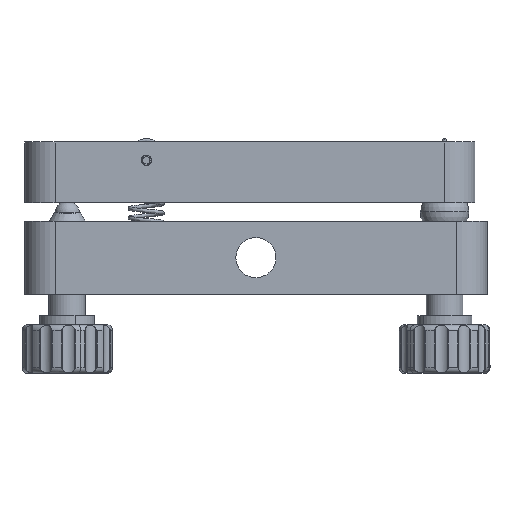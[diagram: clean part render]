
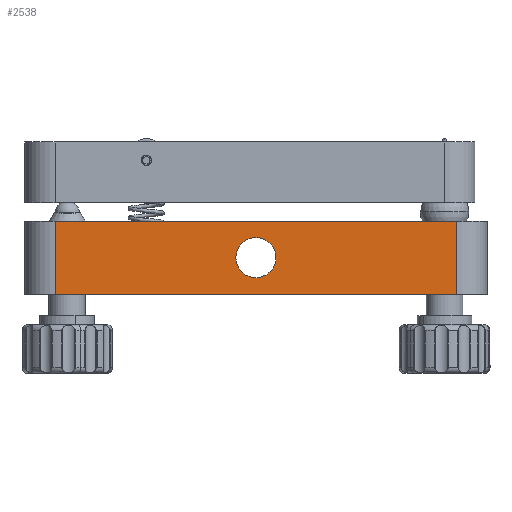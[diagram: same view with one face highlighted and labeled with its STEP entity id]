
A CAD part, front view. The second image highlights one B-rep face of the part: STEP entity #2538.
In plain terms, the highlighted planar face has unit normal (0, -1, 0).
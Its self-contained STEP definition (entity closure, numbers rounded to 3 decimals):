
#60 = CARTESIAN_POINT ( 'NONE',  ( -33., -38., -3. ) ) ;
#365 = CIRCLE ( 'NONE', #6254, 3.3 ) ;
#575 = VECTOR ( 'NONE', #4280, 1000. ) ;
#664 = VERTEX_POINT ( 'NONE', #1999 ) ;
#1231 = EDGE_CURVE ( 'NONE', #1734, #13467, #9454, .T. ) ;
#1497 = DIRECTION ( 'NONE',  ( 1., 0., 0. ) ) ;
#1734 = VERTEX_POINT ( 'NONE', #16693 ) ;
#1924 = VECTOR ( 'NONE', #1497, 1000. ) ;
#1999 = CARTESIAN_POINT ( 'NONE',  ( 33., -38., -3. ) ) ;
#2005 = EDGE_CURVE ( 'NONE', #11344, #1734, #8081, .T. ) ;
#2081 = VECTOR ( 'NONE', #13327, 1000. ) ;
#2182 = DIRECTION ( 'NONE',  ( 1., 0., 0. ) ) ;
#2280 = EDGE_CURVE ( 'NONE', #664, #13467, #4253, .T. ) ;
#2536 = ORIENTED_EDGE ( 'NONE', *, *, #2280, .F. ) ;
#2538 = ADVANCED_FACE ( 'NONE', ( #13658, #11946 ), #11574, .F. ) ;
#2551 = ORIENTED_EDGE ( 'NONE', *, *, #1231, .T. ) ;
#3418 = VECTOR ( 'NONE', #9769, 1000. ) ;
#4253 = LINE ( 'NONE', #11043, #575 ) ;
#4280 = DIRECTION ( 'NONE',  ( 0., 0., -1. ) ) ;
#4322 = DIRECTION ( 'NONE',  ( 1., 0., 0. ) ) ;
#4830 = AXIS2_PLACEMENT_3D ( 'NONE', #17058, #16595, #4322 ) ;
#4843 = DIRECTION ( 'NONE',  ( 0., 1., 0. ) ) ;
#5121 = ORIENTED_EDGE ( 'NONE', *, *, #11242, .T. ) ;
#5220 = AXIS2_PLACEMENT_3D ( 'NONE', #6244, #4843, #2182 ) ;
#5246 = EDGE_CURVE ( 'NONE', #8487, #8995, #12245, .T. ) ;
#5508 = ORIENTED_EDGE ( 'NONE', *, *, #5246, .T. ) ;
#5651 = CARTESIAN_POINT ( 'NONE',  ( 17.07, -38., -3. ) ) ;
#6244 = CARTESIAN_POINT ( 'NONE',  ( 0., -38., -9. ) ) ;
#6254 = AXIS2_PLACEMENT_3D ( 'NONE', #12490, #11032, #12254 ) ;
#6489 = CARTESIAN_POINT ( 'NONE',  ( 3.3, -38., -9. ) ) ;
#8081 = LINE ( 'NONE', #12020, #2081 ) ;
#8392 = ORIENTED_EDGE ( 'NONE', *, *, #10183, .F. ) ;
#8487 = VERTEX_POINT ( 'NONE', #6489 ) ;
#8995 = VERTEX_POINT ( 'NONE', #17679 ) ;
#9454 = LINE ( 'NONE', #13881, #1924 ) ;
#9567 = ORIENTED_EDGE ( 'NONE', *, *, #2005, .T. ) ;
#9769 = DIRECTION ( 'NONE',  ( 1., 0., 0. ) ) ;
#10183 = EDGE_CURVE ( 'NONE', #11344, #664, #12640, .T. ) ;
#10462 = EDGE_LOOP ( 'NONE', ( #2551, #2536, #8392, #9567 ) ) ;
#11032 = DIRECTION ( 'NONE',  ( 0., 1., 0. ) ) ;
#11043 = CARTESIAN_POINT ( 'NONE',  ( 33., -38., -3. ) ) ;
#11242 = EDGE_CURVE ( 'NONE', #8995, #8487, #365, .T. ) ;
#11344 = VERTEX_POINT ( 'NONE', #60 ) ;
#11574 = PLANE ( 'NONE',  #4830 ) ;
#11946 = FACE_OUTER_BOUND ( 'NONE', #10462, .T. ) ;
#12020 = CARTESIAN_POINT ( 'NONE',  ( -33., -38., -3. ) ) ;
#12245 = CIRCLE ( 'NONE', #5220, 3.3 ) ;
#12254 = DIRECTION ( 'NONE',  ( 1., 0., 0. ) ) ;
#12490 = CARTESIAN_POINT ( 'NONE',  ( 0., -38., -9. ) ) ;
#12640 = LINE ( 'NONE', #5651, #3418 ) ;
#13327 = DIRECTION ( 'NONE',  ( 0., 0., -1. ) ) ;
#13467 = VERTEX_POINT ( 'NONE', #16553 ) ;
#13658 = FACE_BOUND ( 'NONE', #15021, .T. ) ;
#13881 = CARTESIAN_POINT ( 'NONE',  ( 17.07, -38., -15. ) ) ;
#15021 = EDGE_LOOP ( 'NONE', ( #5508, #5121 ) ) ;
#16553 = CARTESIAN_POINT ( 'NONE',  ( 33., -38., -15. ) ) ;
#16595 = DIRECTION ( 'NONE',  ( 0., 1., 0. ) ) ;
#16693 = CARTESIAN_POINT ( 'NONE',  ( -33., -38., -15. ) ) ;
#17058 = CARTESIAN_POINT ( 'NONE',  ( 17.07, -38., -3. ) ) ;
#17679 = CARTESIAN_POINT ( 'NONE',  ( -3.3, -38., -9. ) ) ;
